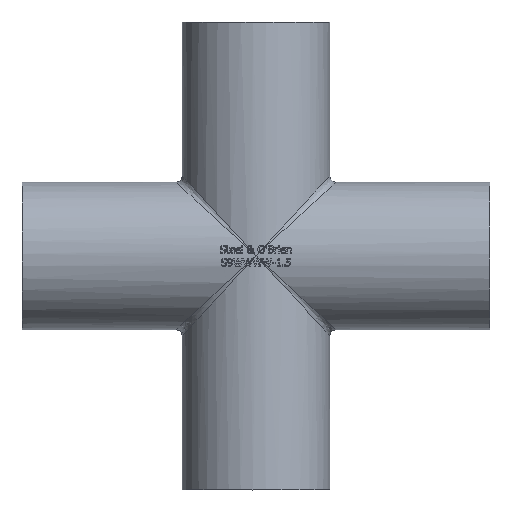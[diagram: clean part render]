
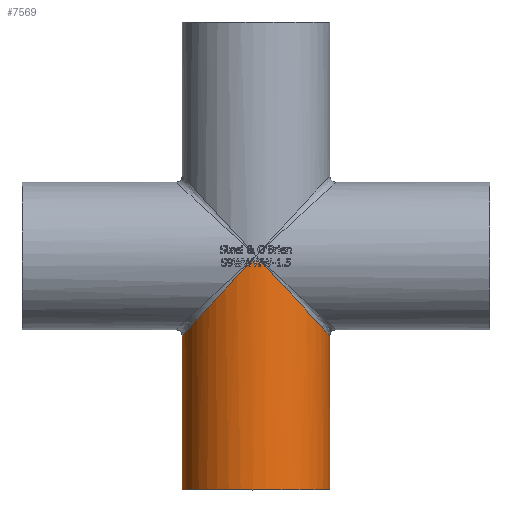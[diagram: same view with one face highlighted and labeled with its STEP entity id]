
A CAD part, top view. The second image highlights one B-rep face of the part: STEP entity #7569.
In plain terms, the highlighted cylindrical face has radius 19.05 mm (diameter 38.1 mm), a full revolution.
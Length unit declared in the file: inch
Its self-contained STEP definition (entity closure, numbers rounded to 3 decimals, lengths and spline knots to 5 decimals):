
#1207=CIRCLE('',#7836,0.75);
#1209=CIRCLE('',#7916,0.75);
#1214=CIRCLE('',#7941,0.75);
#1216=CIRCLE('',#7950,0.75);
#1233=CIRCLE('',#8065,0.75);
#1269=FACE_BOUND('',#2179,.T.);
#1331=CYLINDRICAL_SURFACE('',#8064,0.75);
#1738=FACE_OUTER_BOUND('',#2178,.T.);
#2178=EDGE_LOOP('',(#6871,#6872,#6873,#6874,#6875,#6876,#6877,#6878,#6879,
#6880,#6881,#6882,#6883,#6884,#6885,#6886));
#2179=EDGE_LOOP('',(#6887));
#2219=ELLIPSE('',#7829,3.03231,0.75);
#2222=ELLIPSE('',#7839,3.23566,0.75);
#2267=ELLIPSE('',#7914,3.15034,0.75);
#2268=ELLIPSE('',#7918,3.07825,0.75);
#2271=ELLIPSE('',#7922,3.03231,0.75);
#2280=ELLIPSE('',#7944,3.23566,0.75);
#2282=ELLIPSE('',#7947,3.15034,0.75);
#2287=ELLIPSE('',#7956,3.07825,0.75);
#2315=ELLIPSE('',#8016,1.10574,0.75);
#2318=ELLIPSE('',#8019,1.10574,0.75);
#2322=ELLIPSE('',#8025,1.10574,0.75);
#2335=ELLIPSE('',#8053,1.10574,0.75);
#3290=VERTEX_POINT('',#15279);
#3291=VERTEX_POINT('',#15287);
#3295=VERTEX_POINT('',#15303);
#3297=VERTEX_POINT('',#15311);
#3367=VERTEX_POINT('',#15647);
#3368=VERTEX_POINT('',#15661);
#3369=VERTEX_POINT('',#15665);
#3370=VERTEX_POINT('',#15669);
#3374=VERTEX_POINT('',#15683);
#3375=VERTEX_POINT('',#15690);
#3394=VERTEX_POINT('',#15755);
#3396=VERTEX_POINT('',#15761);
#3398=VERTEX_POINT('',#15767);
#3400=VERTEX_POINT('',#15773);
#3407=VERTEX_POINT('',#15795);
#3491=VERTEX_POINT('',#16707);
#3499=VERTEX_POINT('',#17146);
#4316=EDGE_CURVE('',#3291,#3290,#2219,.T.);
#4324=EDGE_CURVE('',#3295,#3291,#1207,.T.);
#4328=EDGE_CURVE('',#3297,#3295,#2222,.T.);
#4429=EDGE_CURVE('',#3368,#3367,#2267,.T.);
#4431=EDGE_CURVE('',#3369,#3368,#1209,.T.);
#4433=EDGE_CURVE('',#3370,#3369,#2268,.T.);
#4438=EDGE_CURVE('',#3375,#3374,#2271,.T.);
#4463=EDGE_CURVE('',#3394,#3375,#1214,.T.);
#4466=EDGE_CURVE('',#3396,#3394,#2280,.T.);
#4469=EDGE_CURVE('',#3398,#3396,#2282,.T.);
#4472=EDGE_CURVE('',#3400,#3398,#1216,.T.);
#4480=EDGE_CURVE('',#3407,#3400,#2287,.T.);
#4610=EDGE_CURVE('',#3491,#3367,#2315,.T.);
#4613=EDGE_CURVE('',#3370,#3374,#2318,.T.);
#4617=EDGE_CURVE('',#3297,#3491,#2322,.T.);
#4632=EDGE_CURVE('',#3407,#3290,#2335,.T.);
#4640=EDGE_CURVE('',#3499,#3499,#1233,.T.);
#6871=ORIENTED_EDGE('',*,*,#4316,.T.);
#6872=ORIENTED_EDGE('',*,*,#4632,.F.);
#6873=ORIENTED_EDGE('',*,*,#4480,.T.);
#6874=ORIENTED_EDGE('',*,*,#4472,.T.);
#6875=ORIENTED_EDGE('',*,*,#4469,.T.);
#6876=ORIENTED_EDGE('',*,*,#4466,.T.);
#6877=ORIENTED_EDGE('',*,*,#4463,.T.);
#6878=ORIENTED_EDGE('',*,*,#4438,.T.);
#6879=ORIENTED_EDGE('',*,*,#4613,.F.);
#6880=ORIENTED_EDGE('',*,*,#4433,.T.);
#6881=ORIENTED_EDGE('',*,*,#4431,.T.);
#6882=ORIENTED_EDGE('',*,*,#4429,.T.);
#6883=ORIENTED_EDGE('',*,*,#4610,.F.);
#6884=ORIENTED_EDGE('',*,*,#4617,.F.);
#6885=ORIENTED_EDGE('',*,*,#4328,.T.);
#6886=ORIENTED_EDGE('',*,*,#4324,.T.);
#6887=ORIENTED_EDGE('',*,*,#4640,.F.);
#7569=ADVANCED_FACE('',(#1738,#1269),#1331,.T.);
#7829=AXIS2_PLACEMENT_3D('',#15288,#8937,#8938);
#7836=AXIS2_PLACEMENT_3D('',#15304,#8956,#8957);
#7839=AXIS2_PLACEMENT_3D('',#15312,#8965,#8966);
#7914=AXIS2_PLACEMENT_3D('',#15662,#9156,#9157);
#7916=AXIS2_PLACEMENT_3D('',#15666,#9161,#9162);
#7918=AXIS2_PLACEMENT_3D('',#15670,#9166,#9167);
#7922=AXIS2_PLACEMENT_3D('',#15691,#9174,#9175);
#7941=AXIS2_PLACEMENT_3D('',#15756,#9221,#9222);
#7944=AXIS2_PLACEMENT_3D('',#15762,#9228,#9229);
#7947=AXIS2_PLACEMENT_3D('',#15768,#9235,#9236);
#7950=AXIS2_PLACEMENT_3D('',#15774,#9242,#9243);
#7956=AXIS2_PLACEMENT_3D('',#15796,#9256,#9257);
#8016=AXIS2_PLACEMENT_3D('',#16802,#9415,#9416);
#8019=AXIS2_PLACEMENT_3D('',#16837,#9421,#9422);
#8025=AXIS2_PLACEMENT_3D('',#16931,#9433,#9434);
#8053=AXIS2_PLACEMENT_3D('',#17129,#9489,#9490);
#8064=AXIS2_PLACEMENT_3D('',#17145,#9511,#9512);
#8065=AXIS2_PLACEMENT_3D('',#17147,#9513,#9514);
#8937=DIRECTION('center_axis',(-0.969,-0.247,0.));
#8938=DIRECTION('ref_axis',(0.247,-0.969,0.));
#8956=DIRECTION('center_axis',(0.,-1.,0.));
#8957=DIRECTION('ref_axis',(1.,0.,0.));
#8965=DIRECTION('center_axis',(0.973,-0.232,0.));
#8966=DIRECTION('ref_axis',(0.232,0.973,0.));
#9156=DIRECTION('center_axis',(-0.971,-0.238,0.));
#9157=DIRECTION('ref_axis',(0.238,-0.971,0.));
#9161=DIRECTION('center_axis',(0.,-1.,0.));
#9162=DIRECTION('ref_axis',(1.,0.,0.));
#9166=DIRECTION('center_axis',(0.97,-0.244,0.));
#9167=DIRECTION('ref_axis',(0.244,0.97,0.));
#9174=DIRECTION('center_axis',(-0.969,-0.247,0.));
#9175=DIRECTION('ref_axis',(0.247,-0.969,0.));
#9221=DIRECTION('center_axis',(0.,-1.,0.));
#9222=DIRECTION('ref_axis',(1.,0.,0.));
#9228=DIRECTION('center_axis',(0.973,-0.232,0.));
#9229=DIRECTION('ref_axis',(0.232,0.973,0.));
#9235=DIRECTION('center_axis',(-0.971,-0.238,0.));
#9236=DIRECTION('ref_axis',(0.238,-0.971,0.));
#9242=DIRECTION('center_axis',(0.,-1.,0.));
#9243=DIRECTION('ref_axis',(1.,0.,0.));
#9256=DIRECTION('center_axis',(0.97,-0.244,0.));
#9257=DIRECTION('ref_axis',(0.244,0.97,0.));
#9415=DIRECTION('center_axis',(-0.735,0.678,0.));
#9416=DIRECTION('ref_axis',(-0.678,-0.735,0.));
#9421=DIRECTION('center_axis',(-0.735,0.678,0.));
#9422=DIRECTION('ref_axis',(-0.678,-0.735,0.));
#9433=DIRECTION('center_axis',(0.735,0.678,0.));
#9434=DIRECTION('ref_axis',(0.678,-0.735,0.));
#9489=DIRECTION('center_axis',(0.735,0.678,0.));
#9490=DIRECTION('ref_axis',(0.678,-0.735,0.));
#9511=DIRECTION('center_axis',(0.,1.,0.));
#9512=DIRECTION('ref_axis',(1.,0.,0.));
#9513=DIRECTION('center_axis',(0.,-1.,0.));
#9514=DIRECTION('ref_axis',(1.,0.,0.));
#15279=CARTESIAN_POINT('',(0.07984,-0.08649,0.74574));
#15287=CARTESIAN_POINT('',(0.08502,-0.1068,0.74516));
#15288=CARTESIAN_POINT('Origin',(0.,0.22628,
0.));
#15303=CARTESIAN_POINT('',(0.09682,-0.1068,0.74372));
#15304=CARTESIAN_POINT('Origin',(0.,-0.1068,
0.));
#15311=CARTESIAN_POINT('',(0.09718,-0.10528,0.74368));
#15312=CARTESIAN_POINT('Origin',(0.,-0.51314,
0.));
#15647=CARTESIAN_POINT('',(-0.07557,-0.08187,0.74618));
#15661=CARTESIAN_POINT('',(-0.06947,-0.1068,0.74678));
#15662=CARTESIAN_POINT('Origin',(0.,-0.39019,
0.));
#15665=CARTESIAN_POINT('',(-0.05754,-0.1068,0.74779));
#15666=CARTESIAN_POINT('Origin',(0.,-0.1068,
0.));
#15669=CARTESIAN_POINT('',(-0.04219,-0.0457,0.74881));
#15670=CARTESIAN_POINT('Origin',(0.,0.12223,
0.));
#15683=CARTESIAN_POINT('',(-0.03245,-0.03516,0.7493));
#15690=CARTESIAN_POINT('',(-0.01417,-0.1068,0.74987));
#15691=CARTESIAN_POINT('Origin',(0.,-0.16229,
0.));
#15755=CARTESIAN_POINT('',(-0.00237,-0.1068,0.75));
#15756=CARTESIAN_POINT('Origin',(0.,-0.1068,
0.));
#15761=CARTESIAN_POINT('',(0.01345,-0.04041,0.74988));
#15762=CARTESIAN_POINT('Origin',(0.,-0.09687,
0.));
#15767=CARTESIAN_POINT('',(0.02972,-0.1068,0.74941));
#15768=CARTESIAN_POINT('Origin',(0.,0.01447,
0.));
#15773=CARTESIAN_POINT('',(0.04165,-0.1068,0.74884));
#15774=CARTESIAN_POINT('Origin',(0.,-0.1068,
0.));
#15795=CARTESIAN_POINT('',(0.05383,-0.05832,0.74807));
#15796=CARTESIAN_POINT('Origin',(0.,-0.27261,
0.));
#16707=CARTESIAN_POINT('',(0.,0.,-0.75));
#16802=CARTESIAN_POINT('Origin',(0.,0.,
0.));
#16837=CARTESIAN_POINT('Origin',(0.,0.,
0.));
#16931=CARTESIAN_POINT('Origin',(0.,0.,
0.));
#17129=CARTESIAN_POINT('Origin',(0.,0.,
0.));
#17145=CARTESIAN_POINT('Origin',(0.,-2.375,0.));
#17146=CARTESIAN_POINT('',(-0.75,-2.375,0.));
#17147=CARTESIAN_POINT('Origin',(0.,-2.375,0.));
